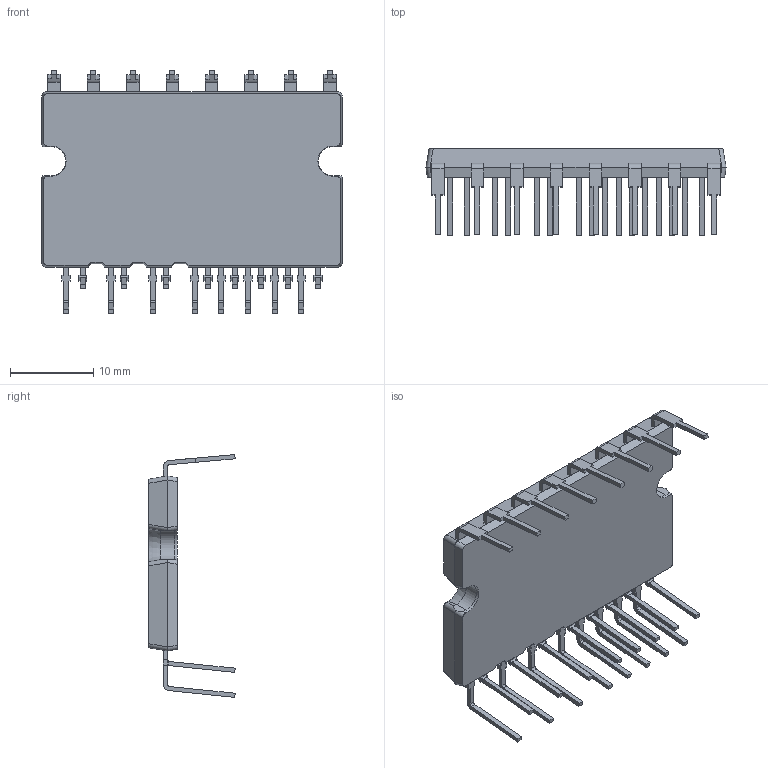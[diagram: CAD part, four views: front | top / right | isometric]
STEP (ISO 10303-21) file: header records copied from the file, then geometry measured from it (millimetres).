
FILE_DESCRIPTION (( 'STEP AP214' ), '1' );
FILE_NAME ('IKCM30F60GAXKMA1.STEP', '2023-07-03T23:11:42', ( '' ), ( '' ), 'SwSTEP 2.0', 'SolidWorks 2021', '' );
FILE_SCHEMA (( 'AUTOMOTIVE_DESIGN' ));
Length unit declared in the file: millimetre
Products named in the file (1): IKCM30F60GAXKMA1
Bounding box: 36 x 10.35 x 29.1 mm (x, y, z)
Volume: 2534.2 mm3; surface area: 3182.3 mm2
Topology: 26 solids, 26 shells, 483 faces, 1226 edges, 796 vertices
Faces by surface type: plane 413, cylinder 66, cone 4
Entity records: 14543 total; most frequent: CARTESIAN_POINT 2602, ORIENTED_EDGE 2452, DIRECTION 2298, EDGE_CURVE 1226, LINE 1058, VECTOR 1058, VERTEX_POINT 796, AXIS2_PLACEMENT_3D 620
